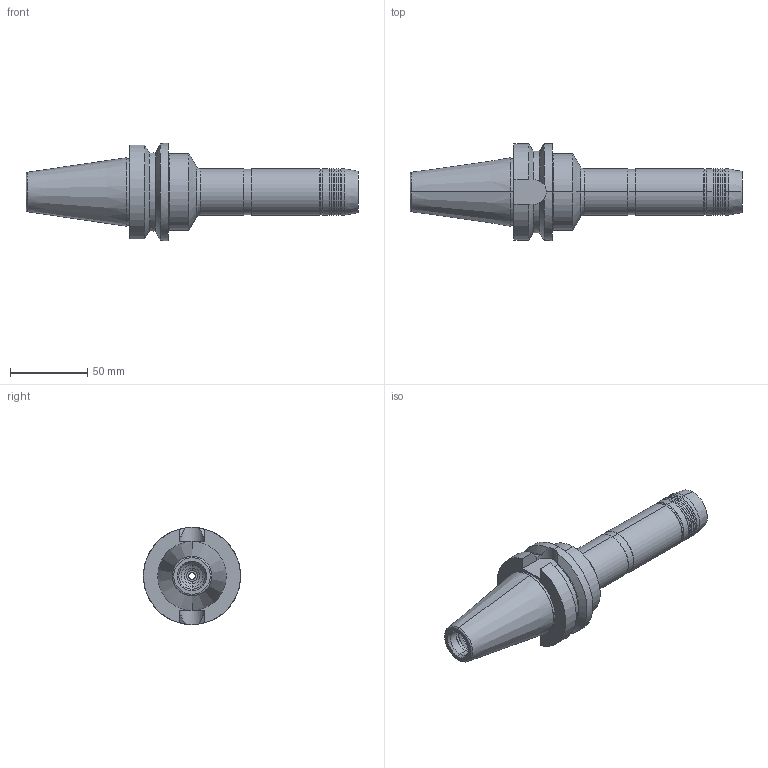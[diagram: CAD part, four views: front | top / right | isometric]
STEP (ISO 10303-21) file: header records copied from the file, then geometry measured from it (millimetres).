
FILE_DESCRIPTION (( 'STEP AP214' ), '1' );
FILE_NAME ('14.12.2018_39.05.043.025.STEP', '2018-12-14T14:46:30', ( '' ), ( '' ), 'SwSTEP 2.0', 'SolidWorks 2014', '' );
FILE_SCHEMA (( 'AUTOMOTIVE_DESIGN' ));
Length unit declared in the file: millimetre
Products named in the file (1): 14.12.2018_39.05.043.025
Bounding box: 215.4 x 63 x 63 mm (x, y, z)
Volume: 215988.2 mm3; surface area: 42175.4 mm2
Topology: 3 solids, 4 shells, 234 faces, 513 edges, 296 vertices
Faces by surface type: cylinder 76, plane 71, cone 69, torus 18
Entity records: 9251 total; most frequent: CARTESIAN_POINT 1475, DIRECTION 1147, ORIENTED_EDGE 1018, EDGE_CURVE 509, AXIS2_PLACEMENT_3D 464, VERTEX_POINT 296, EDGE_LOOP 253, UNCERTAINTY_MEASURE_WITH_UNIT 239
